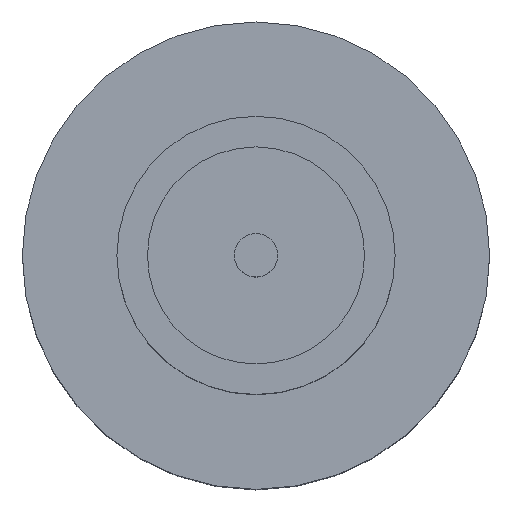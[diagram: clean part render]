
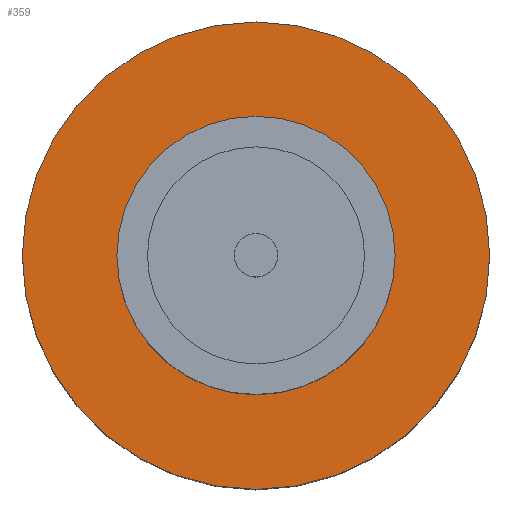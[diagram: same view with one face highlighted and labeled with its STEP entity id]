
A CAD part, top view. The second image highlights one B-rep face of the part: STEP entity #359.
In plain terms, the highlighted planar face has unit normal (0, 0, 1).
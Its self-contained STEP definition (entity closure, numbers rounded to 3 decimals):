
#39 = CARTESIAN_POINT ( 'NONE',  ( 0., 0., 1.55 ) ) ;
#85 = EDGE_CURVE ( 'NONE', #389, #536, #454, .T. ) ;
#113 = DIRECTION ( 'NONE',  ( 0., 0., 1. ) ) ;
#155 = FACE_BOUND ( 'NONE', #610, .T. ) ;
#191 = VERTEX_POINT ( 'NONE', #728 ) ;
#192 = CARTESIAN_POINT ( 'NONE',  ( 0., 0., 1.55 ) ) ;
#197 = DIRECTION ( 'NONE',  ( 0., 0., 1. ) ) ;
#212 = CIRCLE ( 'NONE', #401, 1.25 ) ;
#247 = CARTESIAN_POINT ( 'NONE',  ( 0., 0., 1.55 ) ) ;
#264 = CARTESIAN_POINT ( 'NONE',  ( 0., 0., 1.55 ) ) ;
#274 = AXIS2_PLACEMENT_3D ( 'NONE', #264, #341, #337 ) ;
#300 = ORIENTED_EDGE ( 'NONE', *, *, #658, .F. ) ;
#320 = ORIENTED_EDGE ( 'NONE', *, *, #85, .T. ) ;
#337 = DIRECTION ( 'NONE',  ( 1., 0., 0. ) ) ;
#341 = DIRECTION ( 'NONE',  ( 0., 0., 1. ) ) ;
#344 = ORIENTED_EDGE ( 'NONE', *, *, #484, .T. ) ;
#353 = CARTESIAN_POINT ( 'NONE',  ( 1.25, 0., 1.55 ) ) ;
#359 = ADVANCED_FACE ( 'NONE', ( #155, #516 ), #560, .T. ) ;
#381 = ORIENTED_EDGE ( 'NONE', *, *, #440, .F. ) ;
#389 = VERTEX_POINT ( 'NONE', #514 ) ;
#401 = AXIS2_PLACEMENT_3D ( 'NONE', #247, #113, #441 ) ;
#428 = CIRCLE ( 'NONE', #849, 1.25 ) ;
#430 = AXIS2_PLACEMENT_3D ( 'NONE', #39, #579, #836 ) ;
#440 = EDGE_CURVE ( 'NONE', #191, #826, #212, .T. ) ;
#441 = DIRECTION ( 'NONE',  ( 1., 0., 0. ) ) ;
#454 = CIRCLE ( 'NONE', #274, 2.1 ) ;
#457 = DIRECTION ( 'NONE',  ( 0., 0., 1. ) ) ;
#484 = EDGE_CURVE ( 'NONE', #536, #389, #677, .T. ) ;
#514 = CARTESIAN_POINT ( 'NONE',  ( -2.1, 0., 1.55 ) ) ;
#516 = FACE_OUTER_BOUND ( 'NONE', #660, .T. ) ;
#523 = CARTESIAN_POINT ( 'NONE',  ( 2.1, 0., 1.55 ) ) ;
#530 = DIRECTION ( 'NONE',  ( 1., 0., 0. ) ) ;
#536 = VERTEX_POINT ( 'NONE', #523 ) ;
#560 = PLANE ( 'NONE',  #430 ) ;
#579 = DIRECTION ( 'NONE',  ( 0., 0., 1. ) ) ;
#610 = EDGE_LOOP ( 'NONE', ( #300, #381 ) ) ;
#646 = AXIS2_PLACEMENT_3D ( 'NONE', #192, #457, #847 ) ;
#658 = EDGE_CURVE ( 'NONE', #826, #191, #428, .T. ) ;
#660 = EDGE_LOOP ( 'NONE', ( #320, #344 ) ) ;
#677 = CIRCLE ( 'NONE', #646, 2.1 ) ;
#728 = CARTESIAN_POINT ( 'NONE',  ( -1.25, 0., 1.55 ) ) ;
#826 = VERTEX_POINT ( 'NONE', #353 ) ;
#836 = DIRECTION ( 'NONE',  ( 1., 0., 0. ) ) ;
#847 = DIRECTION ( 'NONE',  ( 1., 0., 0. ) ) ;
#849 = AXIS2_PLACEMENT_3D ( 'NONE', #857, #197, #530 ) ;
#857 = CARTESIAN_POINT ( 'NONE',  ( 0., 0., 1.55 ) ) ;
